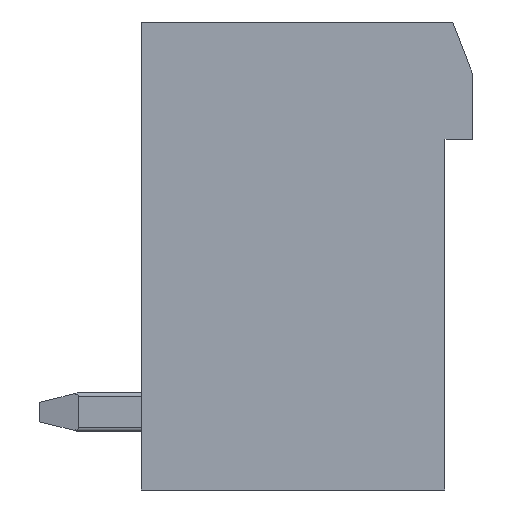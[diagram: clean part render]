
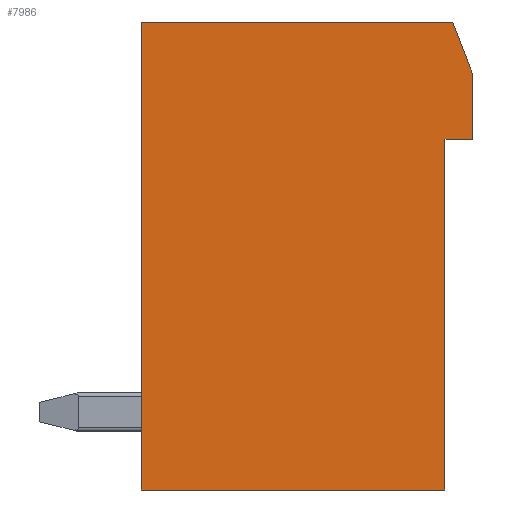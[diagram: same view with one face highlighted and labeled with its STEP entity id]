
A CAD part, left-side view. The second image highlights one B-rep face of the part: STEP entity #7986.
In plain terms, the highlighted planar face has unit normal (-1, 0, 0).
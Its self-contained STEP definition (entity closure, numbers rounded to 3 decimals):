
#293=LINE('',#11219,#1156);
#301=LINE('',#11235,#1164);
#311=LINE('',#11258,#1174);
#450=LINE('',#11572,#1313);
#458=LINE('',#11583,#1321);
#459=LINE('',#11585,#1322);
#462=LINE('',#11591,#1325);
#1156=VECTOR('',#8996,1000.);
#1164=VECTOR('',#9008,1000.);
#1174=VECTOR('',#9022,1000.);
#1313=VECTOR('',#9235,1000.);
#1321=VECTOR('',#9245,1000.);
#1322=VECTOR('',#9248,1000.);
#1325=VECTOR('',#9253,1000.);
#2888=ORIENTED_EDGE('',*,*,#4379,.T.);
#2889=ORIENTED_EDGE('',*,*,#4371,.T.);
#2890=ORIENTED_EDGE('',*,*,#4546,.T.);
#2891=ORIENTED_EDGE('',*,*,#4390,.T.);
#2892=ORIENTED_EDGE('',*,*,#4558,.T.);
#2893=ORIENTED_EDGE('',*,*,#4555,.T.);
#2894=ORIENTED_EDGE('',*,*,#4554,.T.);
#4371=EDGE_CURVE('',#5546,#5545,#293,.T.);
#4379=EDGE_CURVE('',#5551,#5546,#301,.T.);
#4390=EDGE_CURVE('',#5563,#5562,#311,.T.);
#4546=EDGE_CURVE('',#5545,#5563,#450,.T.);
#4554=EDGE_CURVE('',#5694,#5551,#458,.T.);
#4555=EDGE_CURVE('',#5695,#5694,#459,.T.);
#4558=EDGE_CURVE('',#5562,#5695,#462,.T.);
#5545=VERTEX_POINT('',#11218);
#5546=VERTEX_POINT('',#11220);
#5551=VERTEX_POINT('',#11233);
#5562=VERTEX_POINT('',#11257);
#5563=VERTEX_POINT('',#11259);
#5694=VERTEX_POINT('',#11577);
#5695=VERTEX_POINT('',#11586);
#6704=EDGE_LOOP('',(#2888,#2889,#2890,#2891,#2892,#2893,#2894));
#7197=FACE_BOUND('',#6704,.T.);
#7626=PLANE('',#8525);
#7986=ADVANCED_FACE('',(#7197),#7626,.T.);
#8525=AXIS2_PLACEMENT_3D('',#12179,#9820,#9821);
#8996=DIRECTION('',(0.,1.,0.));
#9008=DIRECTION('',(0.,0.359,0.933));
#9022=DIRECTION('',(0.,-1.,0.));
#9235=DIRECTION('',(0.,0.,-1.));
#9245=DIRECTION('',(0.,0.,1.));
#9248=DIRECTION('',(0.,-1.,0.));
#9253=DIRECTION('',(0.,0.,1.));
#9820=DIRECTION('',(-1.,0.,0.));
#9821=DIRECTION('',(0.,0.,1.));
#11218=CARTESIAN_POINT('',(-10.16,8.5,6.));
#11219=CARTESIAN_POINT('',(-10.16,0.5,6.));
#11220=CARTESIAN_POINT('',(-10.16,0.5,6.));
#11233=CARTESIAN_POINT('',(-10.16,0.,4.7));
#11235=CARTESIAN_POINT('',(-10.16,0.,4.7));
#11257=CARTESIAN_POINT('',(-10.16,0.7,-6.));
#11258=CARTESIAN_POINT('',(-10.16,8.5,-6.));
#11259=CARTESIAN_POINT('',(-10.16,8.5,-6.));
#11572=CARTESIAN_POINT('',(-10.16,8.5,6.));
#11577=CARTESIAN_POINT('',(-10.16,0.,3.));
#11583=CARTESIAN_POINT('',(-10.16,0.,3.));
#11585=CARTESIAN_POINT('',(-10.16,0.7,3.));
#11586=CARTESIAN_POINT('',(-10.16,0.7,3.));
#11591=CARTESIAN_POINT('',(-10.16,0.7,-6.));
#12179=CARTESIAN_POINT('',(-10.16,0.,0.));
